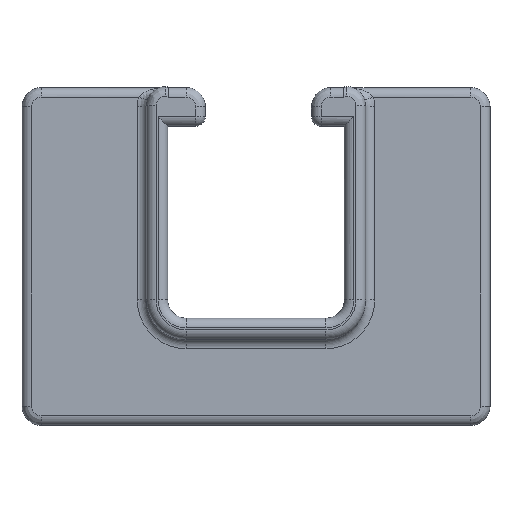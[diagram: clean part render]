
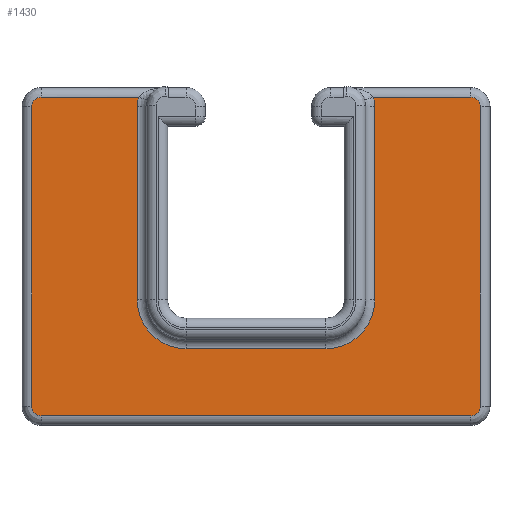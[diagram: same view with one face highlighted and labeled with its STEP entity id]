
A CAD part, top view. The second image highlights one B-rep face of the part: STEP entity #1430.
In plain terms, the highlighted planar face has unit normal (0, 0, 1).
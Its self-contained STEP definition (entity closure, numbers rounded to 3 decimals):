
#46=PLANE('',#1609);
#60=LINE('',#2173,#169);
#62=LINE('',#2185,#171);
#64=LINE('',#2197,#173);
#84=LINE('',#2364,#193);
#103=LINE('',#2497,#212);
#104=LINE('',#2516,#213);
#106=LINE('',#2536,#215);
#108=LINE('',#2556,#217);
#169=VECTOR('',#1641,10.);
#171=VECTOR('',#1655,10.);
#173=VECTOR('',#1669,10.);
#193=VECTOR('',#1729,10.);
#212=VECTOR('',#1792,10.);
#213=VECTOR('',#1803,10.);
#215=VECTOR('',#1815,10.);
#217=VECTOR('',#1827,10.);
#314=ELLIPSE('',#1459,3.008,3.);
#316=ELLIPSE('',#1476,3.008,3.);
#405=FACE_OUTER_BOUND('',#492,.T.);
#492=EDGE_LOOP('',(#1267,#1268,#1269,#1270,#1271,#1272,#1273,#1274,#1275,
#1276,#1277,#1278,#1279,#1280,#1281,#1282));
#517=CIRCLE('',#1465,5.054);
#521=CIRCLE('',#1471,5.054);
#543=CIRCLE('',#1518,1.);
#547=CIRCLE('',#1523,1.);
#551=CIRCLE('',#1528,1.);
#554=CIRCLE('',#1532,1.);
#591=VERTEX_POINT('',#2121);
#595=VERTEX_POINT('',#2165);
#597=VERTEX_POINT('',#2171);
#599=VERTEX_POINT('',#2177);
#601=VERTEX_POINT('',#2183);
#603=VERTEX_POINT('',#2189);
#605=VERTEX_POINT('',#2195);
#607=VERTEX_POINT('',#2220);
#625=VERTEX_POINT('',#2363);
#654=VERTEX_POINT('',#2495);
#656=VERTEX_POINT('',#2508);
#658=VERTEX_POINT('',#2514);
#660=VERTEX_POINT('',#2528);
#662=VERTEX_POINT('',#2534);
#664=VERTEX_POINT('',#2548);
#666=VERTEX_POINT('',#2554);
#721=EDGE_CURVE('',#595,#591,#314,.T.);
#724=EDGE_CURVE('',#597,#595,#60,.T.);
#727=EDGE_CURVE('',#599,#597,#517,.T.);
#730=EDGE_CURVE('',#601,#599,#62,.T.);
#733=EDGE_CURVE('',#603,#601,#521,.T.);
#736=EDGE_CURVE('',#605,#603,#64,.T.);
#739=EDGE_CURVE('',#607,#605,#316,.T.);
#769=EDGE_CURVE('',#591,#625,#84,.F.);
#807=EDGE_CURVE('',#654,#607,#103,.T.);
#809=EDGE_CURVE('',#656,#654,#543,.T.);
#812=EDGE_CURVE('',#658,#656,#104,.T.);
#815=EDGE_CURVE('',#660,#658,#547,.T.);
#818=EDGE_CURVE('',#662,#660,#106,.T.);
#821=EDGE_CURVE('',#664,#662,#551,.T.);
#824=EDGE_CURVE('',#666,#664,#108,.T.);
#826=EDGE_CURVE('',#625,#666,#554,.T.);
#1267=ORIENTED_EDGE('',*,*,#739,.F.);
#1268=ORIENTED_EDGE('',*,*,#807,.F.);
#1269=ORIENTED_EDGE('',*,*,#809,.F.);
#1270=ORIENTED_EDGE('',*,*,#812,.F.);
#1271=ORIENTED_EDGE('',*,*,#815,.F.);
#1272=ORIENTED_EDGE('',*,*,#818,.F.);
#1273=ORIENTED_EDGE('',*,*,#821,.F.);
#1274=ORIENTED_EDGE('',*,*,#824,.F.);
#1275=ORIENTED_EDGE('',*,*,#826,.F.);
#1276=ORIENTED_EDGE('',*,*,#769,.F.);
#1277=ORIENTED_EDGE('',*,*,#721,.F.);
#1278=ORIENTED_EDGE('',*,*,#724,.F.);
#1279=ORIENTED_EDGE('',*,*,#727,.F.);
#1280=ORIENTED_EDGE('',*,*,#730,.F.);
#1281=ORIENTED_EDGE('',*,*,#733,.F.);
#1282=ORIENTED_EDGE('',*,*,#736,.F.);
#1430=ADVANCED_FACE('',(#405),#46,.T.);
#1459=AXIS2_PLACEMENT_3D('',#2167,#1633,#1634);
#1465=AXIS2_PLACEMENT_3D('',#2179,#1647,#1648);
#1471=AXIS2_PLACEMENT_3D('',#2191,#1661,#1662);
#1476=AXIS2_PLACEMENT_3D('',#2222,#1673,#1674);
#1518=AXIS2_PLACEMENT_3D('',#2510,#1795,#1796);
#1523=AXIS2_PLACEMENT_3D('',#2530,#1807,#1808);
#1528=AXIS2_PLACEMENT_3D('',#2550,#1819,#1820);
#1532=AXIS2_PLACEMENT_3D('',#2567,#1829,#1830);
#1609=AXIS2_PLACEMENT_3D('',#2746,#2027,#2028);
#1633=DIRECTION('center_axis',(0.,0.,1.));
#1634=DIRECTION('ref_axis',(0.707,0.707,0.));
#1641=DIRECTION('',(0.,1.,0.));
#1647=DIRECTION('center_axis',(0.,0.,1.));
#1648=DIRECTION('ref_axis',(0.707,-0.707,0.));
#1655=DIRECTION('',(1.,0.,0.));
#1661=DIRECTION('center_axis',(0.,0.,1.));
#1662=DIRECTION('ref_axis',(-0.707,-0.707,0.));
#1669=DIRECTION('',(0.,-1.,0.));
#1673=DIRECTION('center_axis',(0.,0.,1.));
#1674=DIRECTION('ref_axis',(-0.707,0.707,0.));
#1729=DIRECTION('',(-1.,0.,0.));
#1792=DIRECTION('',(1.,0.,0.));
#1795=DIRECTION('center_axis',(0.,0.,-1.));
#1796=DIRECTION('ref_axis',(-0.707,0.707,0.));
#1803=DIRECTION('',(0.,1.,0.));
#1807=DIRECTION('center_axis',(0.,0.,-1.));
#1808=DIRECTION('ref_axis',(-0.707,-0.707,0.));
#1815=DIRECTION('',(-1.,0.,0.));
#1819=DIRECTION('center_axis',(0.,0.,-1.));
#1820=DIRECTION('ref_axis',(0.707,-0.707,0.));
#1827=DIRECTION('',(0.,-1.,0.));
#1829=DIRECTION('center_axis',(0.,0.,-1.));
#1830=DIRECTION('ref_axis',(0.707,0.707,0.));
#2027=DIRECTION('center_axis',(0.,0.,1.));
#2028=DIRECTION('ref_axis',(1.,0.,0.));
#2121=CARTESIAN_POINT('',(36.402,29.,3.));
#2165=CARTESIAN_POINT('',(36.554,28.058,3.));
#2167=CARTESIAN_POINT('Origin',(33.55,28.05,3.));
#2171=CARTESIAN_POINT('',(36.554,8.,3.));
#2173=CARTESIAN_POINT('',(36.554,21.25,3.));
#2177=CARTESIAN_POINT('',(31.5,2.946,3.));
#2179=CARTESIAN_POINT('Origin',(31.5,8.,3.));
#2183=CARTESIAN_POINT('',(17.,2.946,3.));
#2185=CARTESIAN_POINT('',(27.875,2.946,3.));
#2189=CARTESIAN_POINT('',(11.946,8.,3.));
#2191=CARTESIAN_POINT('Origin',(17.,8.,3.));
#2195=CARTESIAN_POINT('',(11.946,28.058,3.));
#2197=CARTESIAN_POINT('',(11.946,10.25,3.));
#2220=CARTESIAN_POINT('',(12.098,29.,3.));
#2222=CARTESIAN_POINT('Origin',(14.95,28.05,3.));
#2363=CARTESIAN_POINT('',(46.5,29.,3.));
#2364=CARTESIAN_POINT('',(35.375,29.,3.));
#2495=CARTESIAN_POINT('',(2.,29.,3.));
#2497=CARTESIAN_POINT('',(20.625,29.,3.));
#2508=CARTESIAN_POINT('',(1.,28.,3.));
#2510=CARTESIAN_POINT('Origin',(2.,28.,3.));
#2514=CARTESIAN_POINT('',(1.,-3.,3.));
#2516=CARTESIAN_POINT('',(1.,20.25,3.));
#2528=CARTESIAN_POINT('',(2.,-4.,3.));
#2530=CARTESIAN_POINT('Origin',(2.,-3.,3.));
#2534=CARTESIAN_POINT('',(46.5,-4.,3.));
#2536=CARTESIAN_POINT('',(13.125,-4.,3.));
#2548=CARTESIAN_POINT('',(47.5,-3.,3.));
#2550=CARTESIAN_POINT('Origin',(46.5,-3.,3.));
#2554=CARTESIAN_POINT('',(47.5,28.,3.));
#2556=CARTESIAN_POINT('',(47.5,4.75,3.));
#2567=CARTESIAN_POINT('Origin',(46.5,28.,3.));
#2746=CARTESIAN_POINT('Origin',(24.25,12.5,3.));
